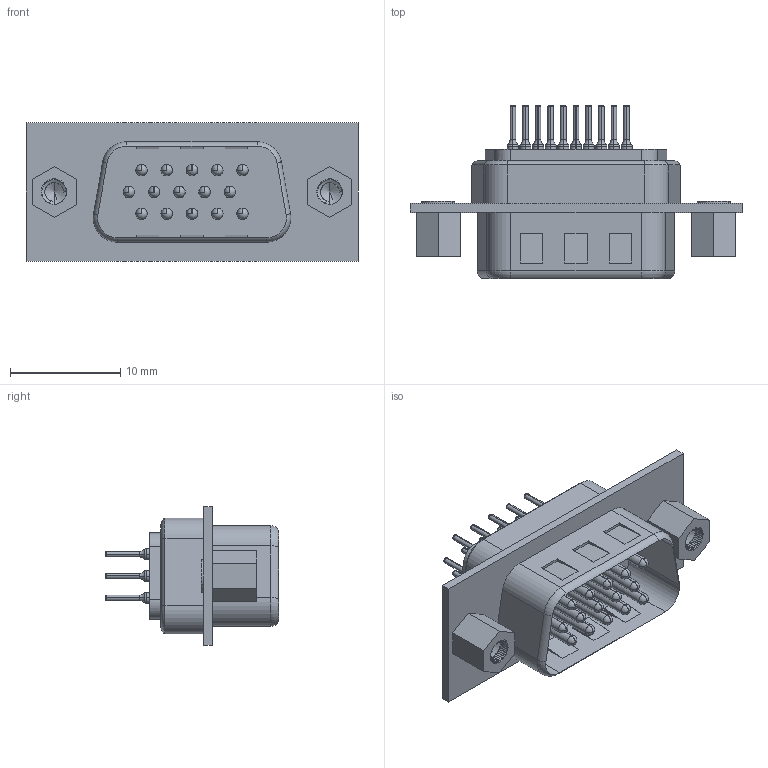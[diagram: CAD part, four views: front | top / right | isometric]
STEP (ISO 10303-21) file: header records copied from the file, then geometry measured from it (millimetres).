
FILE_DESCRIPTION( ('This file contains a STEP AP42 implementation' ,'as created by ZW3D STEP Interface translator.') ,'2;1' );
FILE_NAME( '6212-XXMFXXX01.stp' ,'231114.114316', (''), ('ZWCAD Software Co.'), 'Version 1.0', 'ZW3D to STEP translator', '' );
FILE_SCHEMA(('AUTOMOTIVE_DESIGN { 1 0 10303 214 1 1 1 1 }'));
Length unit declared in the file: millimetre
Products named in the file (2): 0; 6212-XXMBXXX01.stpWZH
Bounding box: 30.1 x 15.7 x 12.55 mm (x, y, z)
Volume: 1346 mm3; surface area: 2964.5 mm2
Topology: 1 solids, 3 shells, 601 faces, 1511 edges, 959 vertices
Faces by surface type: plane 255, cylinder 224, torus 68, sphere 40, bspline 10, cone 4
Entity records: 21345 total; most frequent: CARTESIAN_POINT 6388, DIRECTION 3036, ORIENTED_EDGE 2950, EDGE_CURVE 1472, AXIS2_PLACEMENT_3D 1141, VERTEX_POINT 949, VECTOR 754, LINE 754
